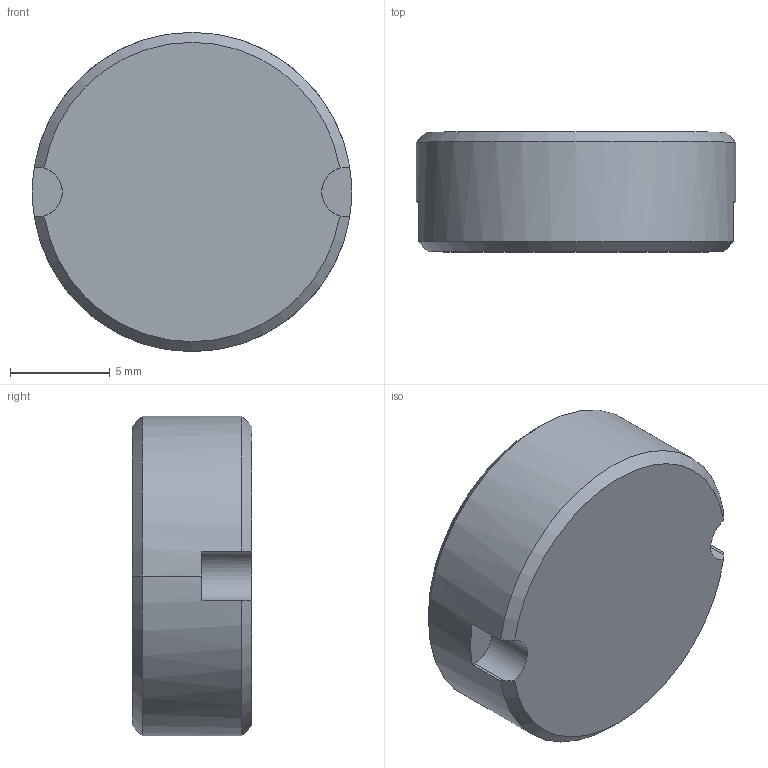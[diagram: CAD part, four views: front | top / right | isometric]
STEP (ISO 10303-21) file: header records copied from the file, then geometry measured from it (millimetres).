
FILE_DESCRIPTION((''),'2;1');
FILE_NAME('CAD-8593','2022-11-11T07:28:51',('creinig-se'),(''),'CREO PARAMETRIC BY PTC INC, 2019292','CREO PARAMETRIC BY PTC INC, 2019292','');
FILE_SCHEMA(('CONFIG_CONTROL_DESIGN','SHAPE_APPEARANCE_LAYERS_GROUPS'));
Length unit declared in the file: millimetre
Products named in the file (1): CAD-8593
Bounding box: 16 x 6 x 16 mm (x, y, z)
Volume: 547.4 mm3; surface area: 875.5 mm2
Topology: 1 solids, 1 shells, 28 faces, 88 edges, 64 vertices
Faces by surface type: plane 10, cylinder 8, torus 6, cone 4
Entity records: 1407 total; most frequent: CARTESIAN_POINT 219, DIRECTION 196, ORIENTED_EDGE 176, PRESENTATION_STYLE_ASSIGNMENT 89, STYLED_ITEM 89, AXIS2_PLACEMENT_3D 88, CURVE_STYLE 88, EDGE_CURVE 88
